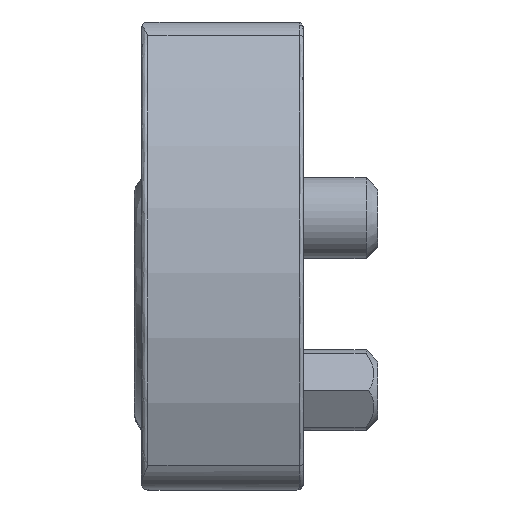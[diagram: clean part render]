
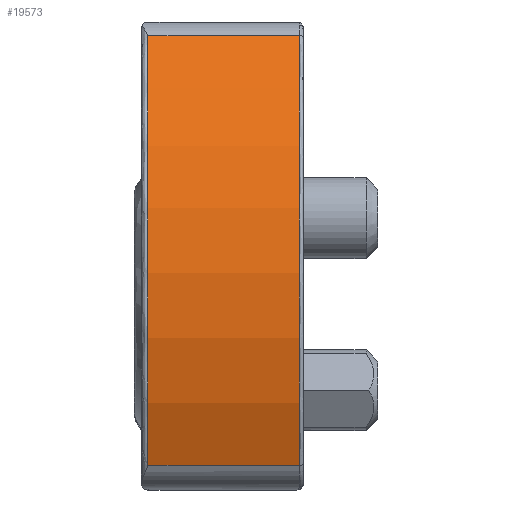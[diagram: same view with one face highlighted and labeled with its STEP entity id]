
A CAD part, left-side view. The second image highlights one B-rep face of the part: STEP entity #19573.
In plain terms, the highlighted cylindrical face has radius 7.367 mm (diameter 14.733 mm), a partial arc.
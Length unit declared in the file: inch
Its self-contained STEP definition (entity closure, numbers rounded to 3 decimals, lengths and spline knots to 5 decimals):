
#2632 = CARTESIAN_POINT ( 'NONE',  ( 1.29002, -0.005, -0.205 ) ) ;
#2634 = DIRECTION ( 'NONE',  ( 0., 1., 0. ) ) ;
#2636 = DIRECTION ( 'NONE',  ( 0., 0., -1. ) ) ;
#5362 = EDGE_CURVE ( 'NONE', #13881, #12826, #8866, .T. ) ;
#5568 = AXIS2_PLACEMENT_3D ( 'NONE', #2632, #2634, #2636 ) ;
#5802 = CARTESIAN_POINT ( 'NONE',  ( 1.07551, -0.005, -0.00981 ) ) ;
#6218 = CARTESIAN_POINT ( 'NONE',  ( 1.0247, -0.115, -0.32211 ) ) ;
#6219 = CARTESIAN_POINT ( 'NONE',  ( 1.07551, -0.115, -0.00981 ) ) ;
#6310 = CARTESIAN_POINT ( 'NONE',  ( 1.0247, -0.005, -0.32211 ) ) ;
#8557 = ORIENTED_EDGE ( 'NONE', *, *, #21793, .T. ) ;
#8558 = ORIENTED_EDGE ( 'NONE', *, *, #5362, .F. ) ;
#8559 = ORIENTED_EDGE ( 'NONE', *, *, #21786, .T. ) ;
#8560 = ORIENTED_EDGE ( 'NONE', *, *, #21789, .T. ) ;
#8866 = CIRCLE ( 'NONE', #5568, 0.29002 ) ;
#11193 = CIRCLE ( 'NONE', #30783, 0.29002 ) ;
#11206 = LINE ( 'NONE', #31035, #11209 ) ;
#11209 = VECTOR ( 'NONE', #31037, 39.37008 ) ;
#11211 = LINE ( 'NONE', #31078, #11214 ) ;
#11214 = VECTOR ( 'NONE', #31079, 39.37008 ) ;
#12826 = VERTEX_POINT ( 'NONE', #5802 ) ;
#12975 = CARTESIAN_POINT ( 'NONE',  ( 1.29002, -0.18936, -0.205 ) ) ;
#12980 = DIRECTION ( 'NONE',  ( 0., -1., 0. ) ) ;
#13002 = DIRECTION ( 'NONE',  ( 0., 0., -1. ) ) ;
#13482 = EDGE_LOOP ( 'NONE', ( #8557, #8558, #8559, #8560 ) ) ;
#13672 = VERTEX_POINT ( 'NONE', #6218 ) ;
#13675 = VERTEX_POINT ( 'NONE', #6219 ) ;
#13881 = VERTEX_POINT ( 'NONE', #6310 ) ;
#15954 = FACE_OUTER_BOUND ( 'NONE', #13482, .T. ) ;
#15985 = CYLINDRICAL_SURFACE ( 'NONE', #30658, 0.29002 ) ;
#19573 = ADVANCED_FACE ( 'NONE', ( #15954 ), #15985, .T. ) ;
#21786 = EDGE_CURVE ( 'NONE', #13881, #13672, #11206, .T. ) ;
#21789 = EDGE_CURVE ( 'NONE', #13672, #13675, #11193, .T. ) ;
#21793 = EDGE_CURVE ( 'NONE', #13675, #12826, #11211, .T. ) ;
#30658 = AXIS2_PLACEMENT_3D ( 'NONE', #12975, #12980, #13002 ) ;
#30783 = AXIS2_PLACEMENT_3D ( 'NONE', #31060, #31061, #31062 ) ;
#31035 = CARTESIAN_POINT ( 'NONE',  ( 1.0247, -0.18936, -0.32211 ) ) ;
#31037 = DIRECTION ( 'NONE',  ( 0., -1., 0. ) ) ;
#31060 = CARTESIAN_POINT ( 'NONE',  ( 1.29002, -0.115, -0.205 ) ) ;
#31061 = DIRECTION ( 'NONE',  ( 0., 1., 0. ) ) ;
#31062 = DIRECTION ( 'NONE',  ( 0., 0., -1. ) ) ;
#31078 = CARTESIAN_POINT ( 'NONE',  ( 1.07551, -0.18936, -0.00981 ) ) ;
#31079 = DIRECTION ( 'NONE',  ( 0., 1., 0. ) ) ;
